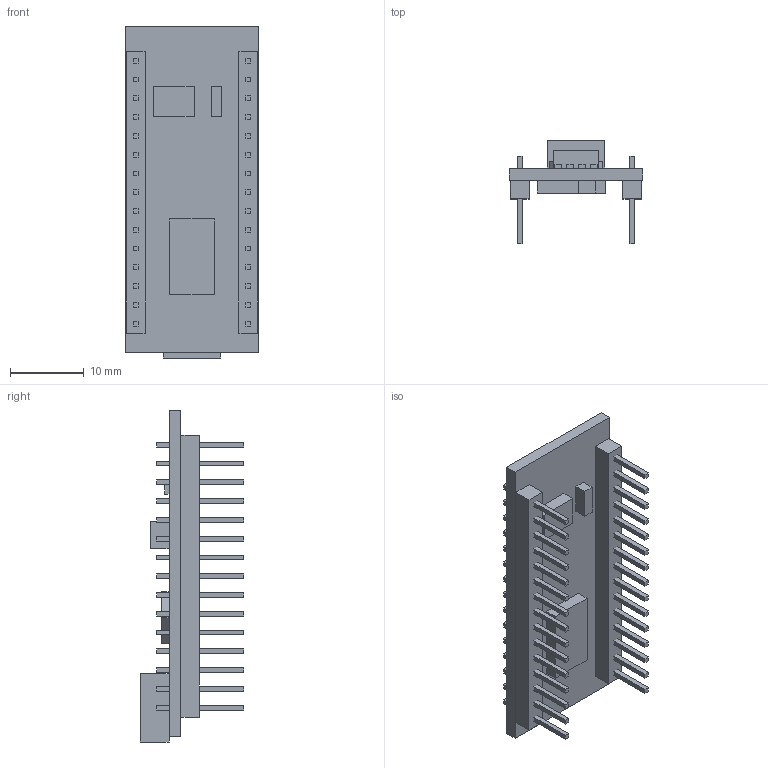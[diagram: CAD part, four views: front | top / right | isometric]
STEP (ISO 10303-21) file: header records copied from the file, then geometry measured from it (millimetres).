
FILE_DESCRIPTION (( 'STEP AP214' ), '1' );
FILE_NAME ('GENERIC_ArduinoNano.STEP', '2023-02-23T00:12:44', ( '' ), ( '' ), 'SwSTEP 2.0', 'SolidWorks 2022', '' );
FILE_SCHEMA (( 'AUTOMOTIVE_DESIGN' ));
Length unit declared in the file: millimetre
Products named in the file (1): GENERIC_ArduinoNano
Bounding box: 18.1 x 14 x 44.9 mm (x, y, z)
Volume: 2429.6 mm3; surface area: 4286.9 mm2
Topology: 43 solids, 43 shells, 258 faces, 516 edges, 344 vertices
Faces by surface type: plane 258
Entity records: 7744 total; most frequent: CARTESIAN_POINT 1119, DIRECTION 1034, ORIENTED_EDGE 1032, VECTOR 516, EDGE_CURVE 516, LINE 516, VERTEX_POINT 344, AXIS2_PLACEMENT_3D 259
